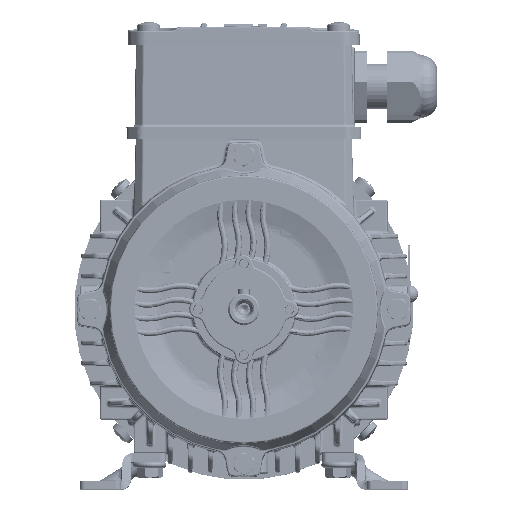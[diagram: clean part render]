
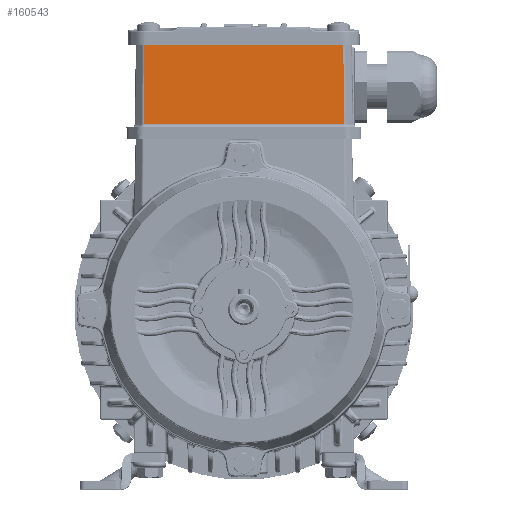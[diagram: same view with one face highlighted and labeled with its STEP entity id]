
A CAD part, top view. The second image highlights one B-rep face of the part: STEP entity #160543.
In plain terms, the highlighted planar face has unit normal (0, 0.018, 1).
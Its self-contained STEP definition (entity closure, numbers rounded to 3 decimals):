
#5544 = FACE_OUTER_BOUND ( 'NONE', #55886, .T. ) ;
#7053 = EDGE_CURVE ( 'NONE', #259877, #185416, #203434, .T. ) ;
#13620 = VECTOR ( 'NONE', #24808, 1000. ) ;
#14653 = VECTOR ( 'NONE', #199627, 1000. ) ;
#15813 = ORIENTED_EDGE ( 'NONE', *, *, #7053, .T. ) ;
#17761 = CARTESIAN_POINT ( 'NONE',  ( -34.845, 92.6, 52.998 ) ) ;
#24808 = DIRECTION ( 'NONE',  ( -0.007, 1., -0.017 ) ) ;
#26541 = CARTESIAN_POINT ( 'NONE',  ( -35.251, 93.8, 52.977 ) ) ;
#35659 = VECTOR ( 'NONE', #91157, 1000. ) ;
#38092 = CARTESIAN_POINT ( 'NONE',  ( 35.052, 64.783, 53.483 ) ) ;
#50807 = CARTESIAN_POINT ( 'NONE',  ( 34.844, 92.6, 52.998 ) ) ;
#55886 = EDGE_LOOP ( 'NONE', ( #15813, #66219, #62265, #255521 ) ) ;
#62265 = ORIENTED_EDGE ( 'NONE', *, *, #166440, .T. ) ;
#62570 = VERTEX_POINT ( 'NONE', #91265 ) ;
#66219 = ORIENTED_EDGE ( 'NONE', *, *, #222254, .T. ) ;
#67241 = PLANE ( 'NONE',  #213948 ) ;
#85667 = DIRECTION ( 'NONE',  ( 0., -1., 0.017 ) ) ;
#91157 = DIRECTION ( 'NONE',  ( -0.007, -1., 0.017 ) ) ;
#91265 = CARTESIAN_POINT ( 'NONE',  ( -35.046, 64.783, 53.483 ) ) ;
#98316 = DIRECTION ( 'NONE',  ( -1., 0., 0. ) ) ;
#128564 = CARTESIAN_POINT ( 'NONE',  ( 35.045, 64.783, 53.483 ) ) ;
#160543 = ADVANCED_FACE ( 'NONE', ( #5544 ), #67241, .T. ) ;
#166440 = EDGE_CURVE ( 'NONE', #236053, #62570, #227723, .T. ) ;
#178581 = LINE ( 'NONE', #38092, #14653 ) ;
#185416 = VERTEX_POINT ( 'NONE', #50807 ) ;
#190965 = CARTESIAN_POINT ( 'NONE',  ( -34.837, 93.797, 52.977 ) ) ;
#195576 = LINE ( 'NONE', #215206, #217598 ) ;
#199627 = DIRECTION ( 'NONE',  ( 1., 0., 0. ) ) ;
#203434 = LINE ( 'NONE', #242794, #13620 ) ;
#213948 = AXIS2_PLACEMENT_3D ( 'NONE', #26541, #247121, #85667 ) ;
#215206 = CARTESIAN_POINT ( 'NONE',  ( -35.251, 92.6, 52.998 ) ) ;
#217598 = VECTOR ( 'NONE', #98316, 1000. ) ;
#222254 = EDGE_CURVE ( 'NONE', #185416, #236053, #195576, .T. ) ;
#227723 = LINE ( 'NONE', #190965, #35659 ) ;
#236053 = VERTEX_POINT ( 'NONE', #17761 ) ;
#242794 = CARTESIAN_POINT ( 'NONE',  ( 34.831, 94.307, 52.968 ) ) ;
#247121 = DIRECTION ( 'NONE',  ( 0., 0.017, 1. ) ) ;
#254240 = EDGE_CURVE ( 'NONE', #62570, #259877, #178581, .T. ) ;
#255521 = ORIENTED_EDGE ( 'NONE', *, *, #254240, .T. ) ;
#259877 = VERTEX_POINT ( 'NONE', #128564 ) ;
